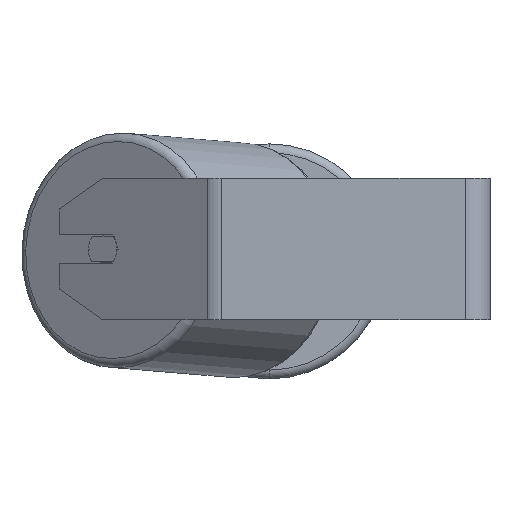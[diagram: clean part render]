
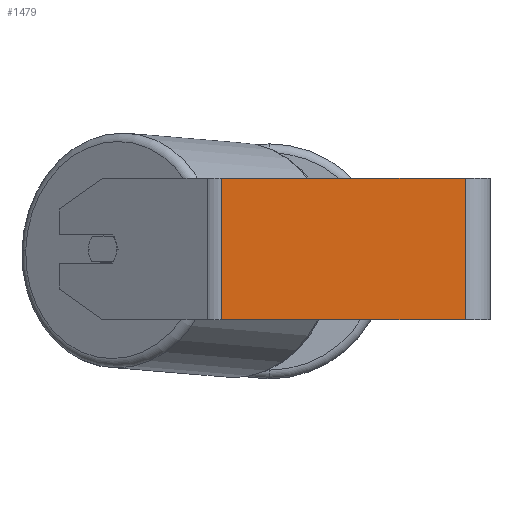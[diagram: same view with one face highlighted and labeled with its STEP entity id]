
A CAD part, left-side view. The second image highlights one B-rep face of the part: STEP entity #1479.
In plain terms, the highlighted planar face has unit normal (-1, 0, 0).
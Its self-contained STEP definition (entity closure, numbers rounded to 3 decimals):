
#147 = ORIENTED_EDGE ( 'NONE', *, *, #7866, .T. ) ;
#551 = PLANE ( 'NONE',  #572 ) ;
#572 = AXIS2_PLACEMENT_3D ( 'NONE', #6334, #4419, #5604 ) ;
#612 = ORIENTED_EDGE ( 'NONE', *, *, #6189, .F. ) ;
#850 = DIRECTION ( 'NONE',  ( 0., 0., -1. ) ) ;
#898 = VERTEX_POINT ( 'NONE', #4572 ) ;
#1043 = DIRECTION ( 'NONE',  ( 0., -1., 0. ) ) ;
#1479 = ADVANCED_FACE ( 'NONE', ( #3009 ), #551, .F. ) ;
#1652 = EDGE_CURVE ( 'NONE', #898, #5841, #3178, .T. ) ;
#2037 = CARTESIAN_POINT ( 'NONE',  ( -265., 156.398, -40. ) ) ;
#2678 = ORIENTED_EDGE ( 'NONE', *, *, #5697, .F. ) ;
#2765 = ORIENTED_EDGE ( 'NONE', *, *, #1652, .T. ) ;
#2828 = CARTESIAN_POINT ( 'NONE',  ( -265., 14., 40. ) ) ;
#3001 = VECTOR ( 'NONE', #3990, 1000. ) ;
#3009 = FACE_OUTER_BOUND ( 'NONE', #6249, .T. ) ;
#3178 = LINE ( 'NONE', #2037, #3001 ) ;
#3536 = CARTESIAN_POINT ( 'NONE',  ( -265., 156.398, 40. ) ) ;
#3749 = VECTOR ( 'NONE', #4733, 1000. ) ;
#3990 = DIRECTION ( 'NONE',  ( 0., -1., 0. ) ) ;
#4111 = CARTESIAN_POINT ( 'NONE',  ( -265., 14., 40. ) ) ;
#4419 = DIRECTION ( 'NONE',  ( 1., 0., 0. ) ) ;
#4572 = CARTESIAN_POINT ( 'NONE',  ( -265., 151.984, -40. ) ) ;
#4733 = DIRECTION ( 'NONE',  ( 0., 0., -1. ) ) ;
#4920 = VERTEX_POINT ( 'NONE', #5615 ) ;
#5369 = LINE ( 'NONE', #8094, #3749 ) ;
#5433 = LINE ( 'NONE', #4111, #8101 ) ;
#5604 = DIRECTION ( 'NONE',  ( 0., 0., -1. ) ) ;
#5615 = CARTESIAN_POINT ( 'NONE',  ( -265., 151.984, 40. ) ) ;
#5697 = EDGE_CURVE ( 'NONE', #7506, #5841, #5433, .T. ) ;
#5841 = VERTEX_POINT ( 'NONE', #6192 ) ;
#6189 = EDGE_CURVE ( 'NONE', #4920, #7506, #6787, .T. ) ;
#6192 = CARTESIAN_POINT ( 'NONE',  ( -265., 14., -40. ) ) ;
#6249 = EDGE_LOOP ( 'NONE', ( #2765, #2678, #612, #147 ) ) ;
#6334 = CARTESIAN_POINT ( 'NONE',  ( -265., 156.398, 40. ) ) ;
#6787 = LINE ( 'NONE', #3536, #7539 ) ;
#7506 = VERTEX_POINT ( 'NONE', #2828 ) ;
#7539 = VECTOR ( 'NONE', #1043, 1000. ) ;
#7866 = EDGE_CURVE ( 'NONE', #4920, #898, #5369, .T. ) ;
#8094 = CARTESIAN_POINT ( 'NONE',  ( -265., 151.984, 40. ) ) ;
#8101 = VECTOR ( 'NONE', #850, 1000. ) ;
